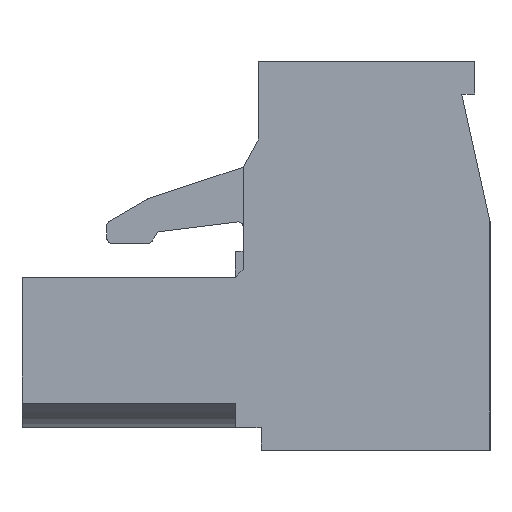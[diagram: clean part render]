
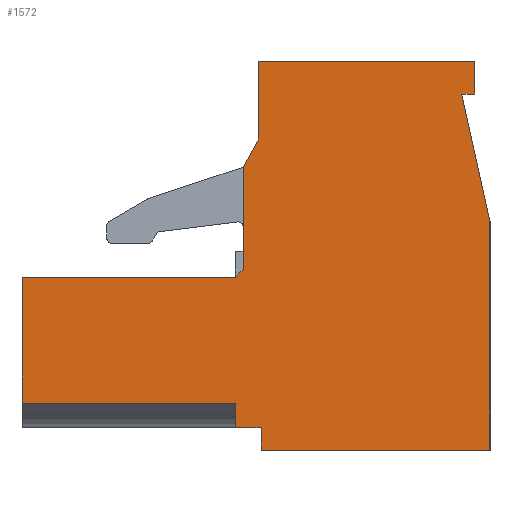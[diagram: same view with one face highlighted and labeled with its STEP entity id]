
A CAD part, left-side view. The second image highlights one B-rep face of the part: STEP entity #1572.
In plain terms, the highlighted planar face has unit normal (-1, 0, 0).
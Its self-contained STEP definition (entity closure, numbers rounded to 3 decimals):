
#1572 = ADVANCED_FACE( '', ( #3406 ), #3407, .T. );
#3406 = FACE_OUTER_BOUND( '', #5588, .T. );
#3407 = PLANE( '', #5589 );
#5588 = EDGE_LOOP( '', ( #9842, #9843, #9844, #9845, #9846, #9847, #9848, #9849, #9850, #9851, #9852, #9853, #9854, #9855, #9856, #9857 ) );
#5589 = AXIS2_PLACEMENT_3D( '', #9858, #9859, #9860 );
#9842 = ORIENTED_EDGE( '', *, *, #14774, .T. );
#9843 = ORIENTED_EDGE( '', *, *, #14775, .F. );
#9844 = ORIENTED_EDGE( '', *, *, #14262, .T. );
#9845 = ORIENTED_EDGE( '', *, *, #14776, .T. );
#9846 = ORIENTED_EDGE( '', *, *, #14666, .T. );
#9847 = ORIENTED_EDGE( '', *, *, #14688, .T. );
#9848 = ORIENTED_EDGE( '', *, *, #13366, .T. );
#9849 = ORIENTED_EDGE( '', *, *, #14554, .T. );
#9850 = ORIENTED_EDGE( '', *, *, #13206, .T. );
#9851 = ORIENTED_EDGE( '', *, *, #14777, .T. );
#9852 = ORIENTED_EDGE( '', *, *, #14778, .T. );
#9853 = ORIENTED_EDGE( '', *, *, #14779, .T. );
#9854 = ORIENTED_EDGE( '', *, *, #13500, .T. );
#9855 = ORIENTED_EDGE( '', *, *, #14780, .T. );
#9856 = ORIENTED_EDGE( '', *, *, #14781, .T. );
#9857 = ORIENTED_EDGE( '', *, *, #14782, .T. );
#9858 = CARTESIAN_POINT( '', ( -12.7, 0., 0. ) );
#9859 = DIRECTION( '', ( -1., 0., 0. ) );
#9860 = DIRECTION( '', ( 0., 0., 1. ) );
#13206 = EDGE_CURVE( '', #15796, #15794, #15797, .T. );
#13366 = EDGE_CURVE( '', #16090, #16088, #16091, .T. );
#13500 = EDGE_CURVE( '', #16322, #16323, #16324, .T. );
#14262 = EDGE_CURVE( '', #17566, #17567, #17568, .T. );
#14554 = EDGE_CURVE( '', #16088, #15796, #17988, .T. );
#14666 = EDGE_CURVE( '', #18149, #18150, #18151, .T. );
#14688 = EDGE_CURVE( '', #18150, #16090, #18180, .T. );
#14774 = EDGE_CURVE( '', #18305, #18306, #18307, .T. );
#14775 = EDGE_CURVE( '', #17566, #18306, #18308, .T. );
#14776 = EDGE_CURVE( '', #17567, #18149, #18309, .T. );
#14777 = EDGE_CURVE( '', #15794, #18310, #18311, .T. );
#14778 = EDGE_CURVE( '', #18310, #18312, #18313, .T. );
#14779 = EDGE_CURVE( '', #18312, #16322, #18314, .T. );
#14780 = EDGE_CURVE( '', #16323, #18315, #18316, .T. );
#14781 = EDGE_CURVE( '', #18315, #18317, #18318, .F. );
#14782 = EDGE_CURVE( '', #18317, #18305, #18319, .T. );
#15794 = VERTEX_POINT( '', #19580 );
#15796 = VERTEX_POINT( '', #19583 );
#15797 = LINE( '', #19584, #19585 );
#16088 = VERTEX_POINT( '', #20000 );
#16090 = VERTEX_POINT( '', #20003 );
#16091 = LINE( '', #20004, #20005 );
#16322 = VERTEX_POINT( '', #20343 );
#16323 = VERTEX_POINT( '', #20344 );
#16324 = LINE( '', #20345, #20346 );
#17566 = VERTEX_POINT( '', #22119 );
#17567 = VERTEX_POINT( '', #22120 );
#17568 = LINE( '', #22121, #22122 );
#17988 = LINE( '', #22766, #22767 );
#18149 = VERTEX_POINT( '', #23004 );
#18150 = VERTEX_POINT( '', #23005 );
#18151 = LINE( '', #23006, #23007 );
#18180 = LINE( '', #23047, #23048 );
#18305 = VERTEX_POINT( '', #23228 );
#18306 = VERTEX_POINT( '', #23229 );
#18307 = LINE( '', #23230, #23231 );
#18308 = LINE( '', #23232, #23233 );
#18309 = LINE( '', #23234, #23235 );
#18310 = VERTEX_POINT( '', #23236 );
#18311 = LINE( '', #23237, #23238 );
#18312 = VERTEX_POINT( '', #23239 );
#18313 = LINE( '', #23240, #23241 );
#18314 = LINE( '', #23242, #23243 );
#18315 = VERTEX_POINT( '', #23244 );
#18316 = LINE( '', #23245, #23246 );
#18317 = VERTEX_POINT( '', #23247 );
#18318 = LINE( '', #23248, #23249 );
#18319 = LINE( '', #23250, #23251 );
#19580 = CARTESIAN_POINT( '', ( -12.7, -3.85, 9.4 ) );
#19583 = CARTESIAN_POINT( '', ( -12.7, -3.35, 9.4 ) );
#19584 = CARTESIAN_POINT( '', ( -12.7, -3.35, 9.4 ) );
#19585 = VECTOR( '', #24746, 1000. );
#20000 = CARTESIAN_POINT( '', ( -12.7, -4.45, 4.45 ) );
#20003 = CARTESIAN_POINT( '', ( -12.7, -4.45, -4.45 ) );
#20004 = CARTESIAN_POINT( '', ( -12.7, -4.45, -4.45 ) );
#20005 = VECTOR( '', #24929, 1000. );
#20343 = CARTESIAN_POINT( '', ( -12.7, 4.55, 7.65 ) );
#20344 = CARTESIAN_POINT( '', ( -12.7, 5.15, 6.55 ) );
#20345 = CARTESIAN_POINT( '', ( -12.7, 4.55, 7.65 ) );
#20346 = VECTOR( '', #25052, 1000. );
#22119 = CARTESIAN_POINT( '', ( -12.7, 5.45, -2.625 ) );
#22120 = CARTESIAN_POINT( '', ( -12.7, 5.45, -3.575 ) );
#22121 = CARTESIAN_POINT( '', ( -12.7, 5.45, -2.625 ) );
#22122 = VECTOR( '', #25815, 1000. );
#22766 = CARTESIAN_POINT( '', ( -12.7, -4.45, 4.45 ) );
#22767 = VECTOR( '', #26078, 1000. );
#23004 = CARTESIAN_POINT( '', ( -12.7, 4.45, -3.575 ) );
#23005 = CARTESIAN_POINT( '', ( -12.7, 4.45, -4.45 ) );
#23006 = CARTESIAN_POINT( '', ( -12.7, 4.45, -3.575 ) );
#23007 = VECTOR( '', #26173, 1000. );
#23047 = CARTESIAN_POINT( '', ( -12.7, 4.45, -4.45 ) );
#23048 = VECTOR( '', #26194, 1000. );
#23228 = CARTESIAN_POINT( '', ( -12.7, 13.75, 2.275 ) );
#23229 = CARTESIAN_POINT( '', ( -12.7, 13.75, -2.625 ) );
#23230 = CARTESIAN_POINT( '', ( -12.7, 13.75, 2.275 ) );
#23231 = VECTOR( '', #26280, 1000. );
#23232 = CARTESIAN_POINT( '', ( -12.7, 5.45, -2.625 ) );
#23233 = VECTOR( '', #26281, 1000. );
#23234 = CARTESIAN_POINT( '', ( -12.7, 13.75, -3.575 ) );
#23235 = VECTOR( '', #26282, 1000. );
#23236 = CARTESIAN_POINT( '', ( -12.7, -3.85, 10.65 ) );
#23237 = CARTESIAN_POINT( '', ( -12.7, -3.85, 9.4 ) );
#23238 = VECTOR( '', #26283, 1000. );
#23239 = CARTESIAN_POINT( '', ( -12.7, 4.55, 10.65 ) );
#23240 = CARTESIAN_POINT( '', ( -12.7, -3.85, 10.65 ) );
#23241 = VECTOR( '', #26284, 1000. );
#23242 = CARTESIAN_POINT( '', ( -12.7, 4.55, 10.65 ) );
#23243 = VECTOR( '', #26285, 1000. );
#23244 = CARTESIAN_POINT( '', ( -12.7, 5.15, 2.575 ) );
#23245 = CARTESIAN_POINT( '', ( -12.7, 5.15, 6.55 ) );
#23246 = VECTOR( '', #26286, 1000. );
#23247 = CARTESIAN_POINT( '', ( -12.7, 5.45, 2.275 ) );
#23248 = CARTESIAN_POINT( '', ( -12.7, 5.15, 2.575 ) );
#23249 = VECTOR( '', #26287, 1000. );
#23250 = CARTESIAN_POINT( '', ( -12.7, 5.15, 2.275 ) );
#23251 = VECTOR( '', #26288, 1000. );
#24746 = DIRECTION( '', ( 0., -1., 0. ) );
#24929 = DIRECTION( '', ( 0., 0., 1. ) );
#25052 = DIRECTION( '', ( 0., 0.479, -0.878 ) );
#25815 = DIRECTION( '', ( 0., 0., -1. ) );
#26078 = DIRECTION( '', ( 0., 0.217, 0.976 ) );
#26173 = DIRECTION( '', ( 0., 0., -1. ) );
#26194 = DIRECTION( '', ( 0., -1., 0. ) );
#26280 = DIRECTION( '', ( 0., 0., -1. ) );
#26281 = DIRECTION( '', ( 0., 1., 0. ) );
#26282 = DIRECTION( '', ( 0., -1., 0. ) );
#26283 = DIRECTION( '', ( 0., 0., 1. ) );
#26284 = DIRECTION( '', ( 0., 1., 0. ) );
#26285 = DIRECTION( '', ( 0., 0., -1. ) );
#26286 = DIRECTION( '', ( 0., 0., -1. ) );
#26287 = DIRECTION( '', ( 0., -0.707, 0.707 ) );
#26288 = DIRECTION( '', ( 0., 1., 0. ) );
